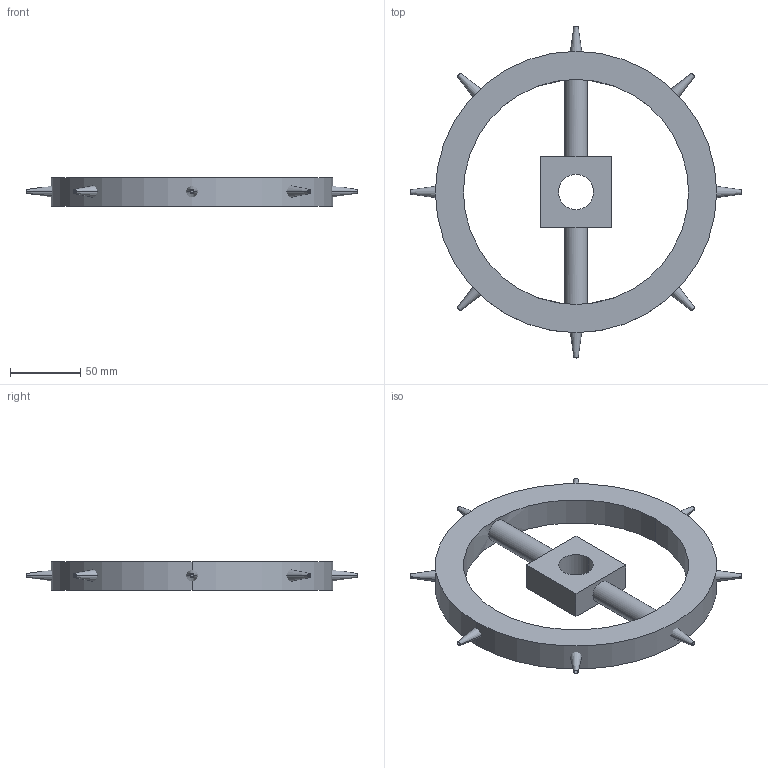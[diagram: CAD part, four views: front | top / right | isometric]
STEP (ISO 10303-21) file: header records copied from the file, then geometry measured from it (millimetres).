
FILE_DESCRIPTION (( 'STEP AP203' ), '1' );
FILE_NAME ('water_jet_Default_sldprt.STEP', '2023-12-03T07:55:23', ( '' ), ( '' ), 'SwSTEP 2.0', 'SolidWorks 2022', '' );
FILE_SCHEMA (( 'CONFIG_CONTROL_DESIGN' ));
Length unit declared in the file: millimetre
Products named in the file (1): water_jet_Default_sldprt
Bounding box: 236 x 236 x 20 mm (x, y, z)
Volume: 301361.7 mm3; surface area: 69341.5 mm2
Topology: 9 solids, 9 shells, 93 faces, 176 edges, 112 vertices
Faces by surface type: cylinder 44, plane 33, cone 16
Entity records: 2625 total; most frequent: CARTESIAN_POINT 586, DIRECTION 456, ORIENTED_EDGE 352, AXIS2_PLACEMENT_3D 192, EDGE_CURVE 176, VERTEX_POINT 112, EDGE_LOOP 110, CIRCLE 98
